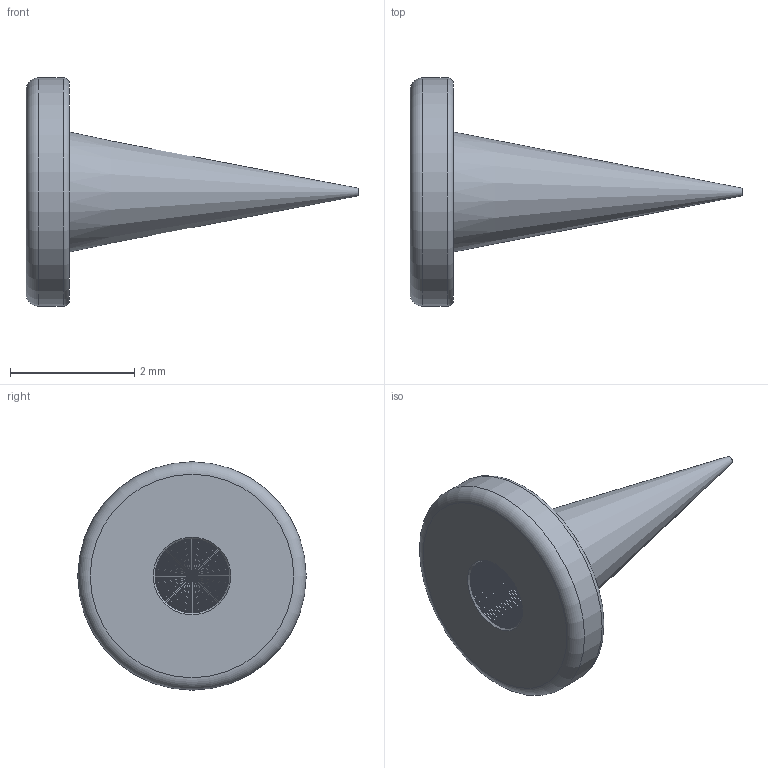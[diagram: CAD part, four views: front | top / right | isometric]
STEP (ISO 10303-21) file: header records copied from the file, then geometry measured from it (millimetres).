
FILE_DESCRIPTION(/* description */ (''),/* implementation_level */ '2;1');
FILE_NAME(/* name */ 'MV_O_25_5350_50_11_12.stp',/* time_stamp */ '2022-07-26T09:58:43+02:00',/* author */ ('vakilim'),/* organization */ (''),/* preprocessor_version */ 'ST-DEVELOPER v19.2',/* originating_system */ 'Autodesk Inventor 2023',/* authorisation */ '');
FILE_SCHEMA (('AUTOMOTIVE_DESIGN { 1 0 10303 214 3 1 1 }'));
Length unit declared in the file: inch
Products named in the file (1): MV_O_25_5350_50_11_121
Bounding box: 5.35 x 3.68 x 3.68 mm (x, y, z)
Volume: 9.5 mm3; surface area: 50.8 mm2
Topology: 1 solids, 1 shells, 1201 faces, 2401 edges, 1203 vertices
Faces by surface type: cone 1195, plane 3, torus 2, cylinder 1
Full cylindrical faces by diameter (mm): 3.68 x1
Entity records: 30085 total; most frequent: DIRECTION 6010, CARTESIAN_POINT 4806, ORIENTED_EDGE 4802, AXIS2_PLACEMENT_3D 2407, EDGE_CURVE 2401, CIRCLE 1205, EDGE_LOOP 1204, VERTEX_POINT 1203
